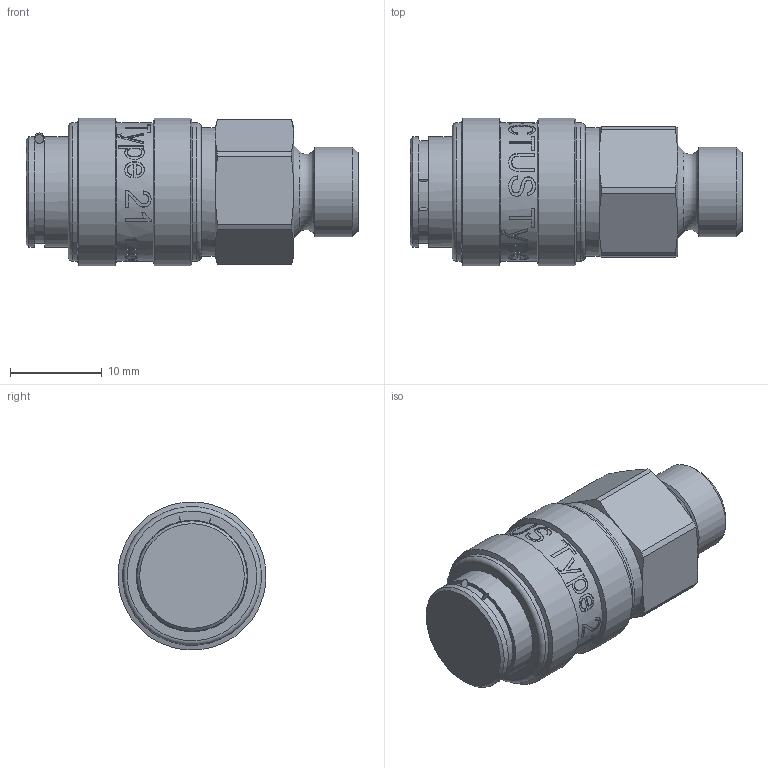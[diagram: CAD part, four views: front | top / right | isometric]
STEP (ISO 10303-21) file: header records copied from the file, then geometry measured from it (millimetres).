
FILE_DESCRIPTION((''),'2;1');
FILE_NAME('21kbaw10evx.stp','2013-02-08T10:27:58',('IA176480'),(''),'Autodesk Inventor 2011','Autodesk Inventor 2011','');
FILE_SCHEMA(('AUTOMOTIVE_DESIGN { 1 0 10303 214 1 1 1 1 }'));
Length unit declared in the file: millimetre
Products named in the file (1): D105878
Bounding box: 36.15 x 16.1 x 16.1 mm (x, y, z)
Volume: 5170.7 mm3; surface area: 3376.3 mm2
Topology: 2 solids, 3 shells, 398 faces, 1008 edges, 662 vertices
Faces by surface type: plane 162, bspline 141, cylinder 63, cone 27, torus 5
Full cylindrical faces by diameter (mm): 9.728 x1, 11.15 x1, 11.4 x1, 12 x3, 12.15 x2, 14 x3, 15.1 x3, 16.15 x2
Entity records: 48576 total; most frequent: CARTESIAN_POINT 39906, ORIENTED_EDGE 1930, DIRECTION 1193, EDGE_CURVE 965, VERTEX_POINT 655, EDGE_LOOP 484, B_SPLINE_CURVE_WITH_KNOTS 420, AXIS2_PLACEMENT_3D 414
